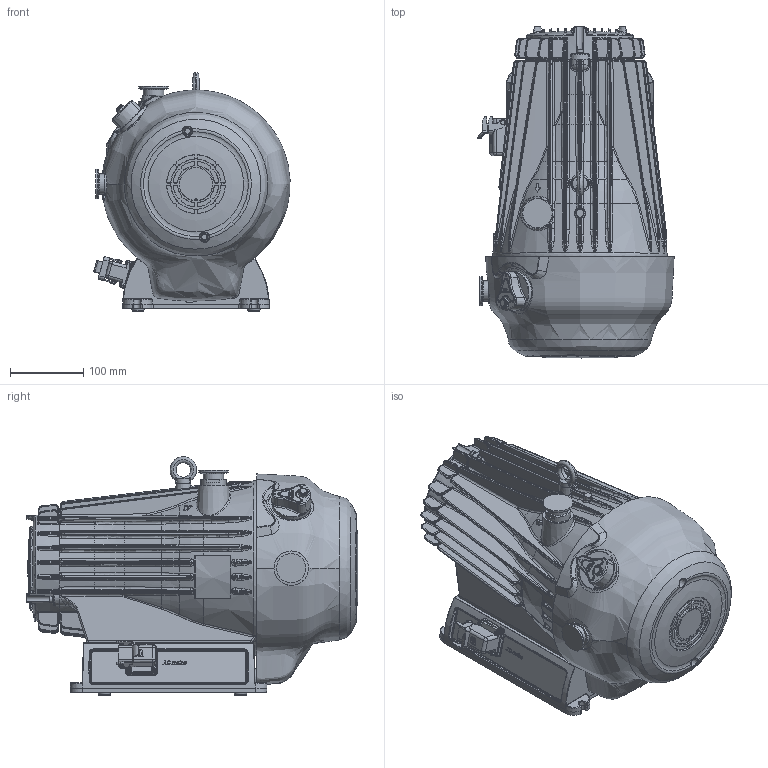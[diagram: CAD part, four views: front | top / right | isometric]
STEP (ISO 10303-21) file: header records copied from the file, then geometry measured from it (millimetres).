
FILE_DESCRIPTION(/* description */ ('Transferdokumente HiScroll 18 3ph mit GB'),/* implementation_level */ '2;1');
FILE_NAME(/* name */ 'PD 900 019_SW.stp',/* time_stamp */ '2024-01-05T15:53:37+01:00',/* author */ ('SOEHNGEN'),/* organization */ (''),/* preprocessor_version */ 'ST-DEVELOPER v18.1',/* originating_system */ 'Autodesk Inventor 2021',/* authorisation */ '');
FILE_SCHEMA (('AUTOMOTIVE_DESIGN { 1 0 10303 214 3 1 1 }'));
Products named in the file (1): PD 900 019_SW
Bounding box: 267.56 x 452.65 x 325.4 mm (x, y, z)
Volume: 17042823.9 mm3; surface area: 786348 mm2
Topology: 1 solids, 23 shells, 4367 faces, 10934 edges, 6647 vertices
Faces by surface type: bspline 1989, plane 931, cylinder 651, torus 359, cone 307, sphere 130
Full cylindrical faces by diameter (mm): 0.753 x1, 0.986 x1, 1.99 x2, 2 x4, 2.459 x10, 4.8 x3, 5 x1, 5.5 x4, 6 x2, 8.5 x5, 9 x3, 11 x1, 19.1 x4, 20 x1, 25 x1, 26.5 x1, 28 x3, 34.7 x1, 35.2 x1, 40 x2, 47 x1, 61.5 x1, 138 x2, 141.668 x1, 142 x1, 239 x1
Entity records: 224260 total; most frequent: CARTESIAN_POINT 127850, ORIENTED_EDGE 21716, DIRECTION 15141, EDGE_CURVE 10867, VERTEX_POINT 6647, AXIS2_PLACEMENT_3D 6258, EDGE_LOOP 4515, FACE_OUTER_BOUND 4367
